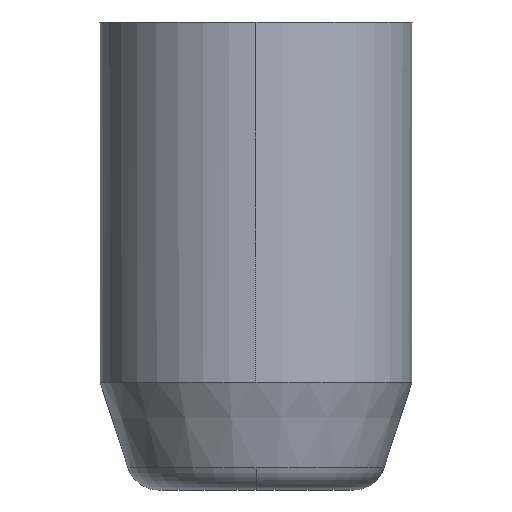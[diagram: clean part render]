
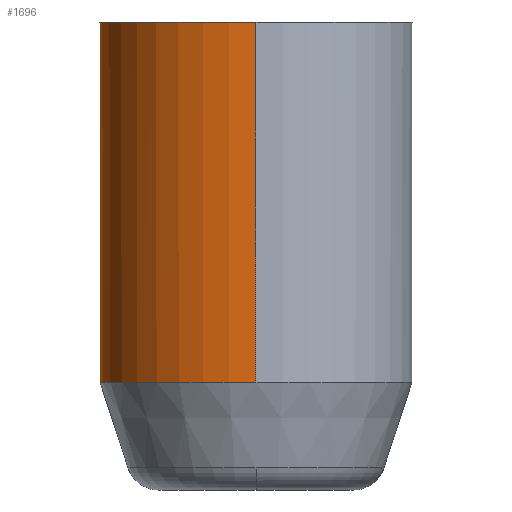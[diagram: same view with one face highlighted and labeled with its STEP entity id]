
A CAD part, left-side view. The second image highlights one B-rep face of the part: STEP entity #1696.
In plain terms, the highlighted cylindrical face has radius 9.906 mm (diameter 19.812 mm), a partial arc.
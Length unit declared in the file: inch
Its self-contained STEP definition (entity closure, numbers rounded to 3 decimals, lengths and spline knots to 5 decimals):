
#3 = CARTESIAN_POINT ( 'NONE',  ( 0.26913, 0.28232, -0.74197 ) ) ;
#29 = VERTEX_POINT ( 'NONE', #161 ) ;
#42 = CARTESIAN_POINT ( 'NONE',  ( -0.39, 0., -0.9 ) ) ;
#118 = CARTESIAN_POINT ( 'NONE',  ( 0., 0., 0. ) ) ;
#125 = CARTESIAN_POINT ( 'NONE',  ( 0.39, 0., -0.9 ) ) ;
#133 = CARTESIAN_POINT ( 'NONE',  ( 0.39, 0.0117, -0.53 ) ) ;
#139 = CARTESIAN_POINT ( 'NONE',  ( 0.29559, 0.25477, -0.68291 ) ) ;
#143 = CARTESIAN_POINT ( 'NONE',  ( 0.24306, 0.30499, -0.9 ) ) ;
#152 = DIRECTION ( 'NONE',  ( 0., 0., -1. ) ) ;
#161 = CARTESIAN_POINT ( 'NONE',  ( 0.24306, 0.30499, -0.9 ) ) ;
#269 = CARTESIAN_POINT ( 'NONE',  ( 0.33384, 0.20248, -0.61543 ) ) ;
#270 = EDGE_LOOP ( 'NONE', ( #279, #1285, #1089, #1405, #527 ) ) ;
#273 = CARTESIAN_POINT ( 'NONE',  ( 0.24262, 0.30535, -0.8529 ) ) ;
#279 = ORIENTED_EDGE ( 'NONE', *, *, #1615, .F. ) ;
#312 = CARTESIAN_POINT ( 'NONE',  ( 0., 0., -0.9 ) ) ;
#366 = CARTESIAN_POINT ( 'NONE',  ( -0.39, 0., -0.9 ) ) ;
#375 = CIRCLE ( 'NONE', #696, 0.39 ) ;
#394 = CARTESIAN_POINT ( 'NONE',  ( 0.35953, 0.15144, -0.57504 ) ) ;
#400 = AXIS2_PLACEMENT_3D ( 'NONE', #312, #873, #1423 ) ;
#401 = CARTESIAN_POINT ( 'NONE',  ( 0.24928, 0.29995, -0.80691 ) ) ;
#519 = DIRECTION ( 'NONE',  ( 0., 0., 1. ) ) ;
#527 = ORIENTED_EDGE ( 'NONE', *, *, #1451, .T. ) ;
#535 = CARTESIAN_POINT ( 'NONE',  ( 0.37979, 0.09148, -0.54479 ) ) ;
#541 = CARTESIAN_POINT ( 'NONE',  ( 0.2652, 0.28599, -0.75234 ) ) ;
#542 = VECTOR ( 'NONE', #674, 39.37008 ) ;
#584 = DIRECTION ( 'NONE',  ( 0., 0., 1. ) ) ;
#669 = EDGE_CURVE ( 'NONE', #1111, #714, #375, .T. ) ;
#674 = DIRECTION ( 'NONE',  ( 0., 0., 1. ) ) ;
#682 = CARTESIAN_POINT ( 'NONE',  ( 0.38947, 0.02334, -0.53075 ) ) ;
#688 = CARTESIAN_POINT ( 'NONE',  ( 0.28191, 0.26957, -0.71175 ) ) ;
#696 = AXIS2_PLACEMENT_3D ( 'NONE', #118, #519, #1078 ) ;
#703 = DIRECTION ( 'NONE',  ( -1., 0., 0. ) ) ;
#705 = EDGE_CURVE ( 'NONE', #1264, #1111, #1359, .T. ) ;
#714 = VERTEX_POINT ( 'NONE', #1221 ) ;
#817 = AXIS2_PLACEMENT_3D ( 'NONE', #1387, #152, #703 ) ;
#823 = CARTESIAN_POINT ( 'NONE',  ( 0.32425, 0.21731, -0.63125 ) ) ;
#829 = CARTESIAN_POINT ( 'NONE',  ( 0.24183, 0.30597, -0.87639 ) ) ;
#873 = DIRECTION ( 'NONE',  ( 0., 0., 1. ) ) ;
#919 = CARTESIAN_POINT ( 'NONE',  ( 0.39, 0., 0. ) ) ;
#956 = CARTESIAN_POINT ( 'NONE',  ( 0.35141, 0.16943, -0.58755 ) ) ;
#963 = CARTESIAN_POINT ( 'NONE',  ( 0.24701, 0.30181, -0.81831 ) ) ;
#1010 = FACE_OUTER_BOUND ( 'NONE', #270, .T. ) ;
#1078 = DIRECTION ( 'NONE',  ( 1., 0., 0. ) ) ;
#1089 = ORIENTED_EDGE ( 'NONE', *, *, #669, .F. ) ;
#1091 = CARTESIAN_POINT ( 'NONE',  ( 0.37405, 0.11237, -0.55319 ) ) ;
#1097 = CARTESIAN_POINT ( 'NONE',  ( 0.25805, 0.29246, -0.7736 ) ) ;
#1111 = VERTEX_POINT ( 'NONE', #919 ) ;
#1221 = CARTESIAN_POINT ( 'NONE',  ( -0.39, 0., 0. ) ) ;
#1231 = CARTESIAN_POINT ( 'NONE',  ( 0.38739, 0.04655, -0.53377 ) ) ;
#1236 = CARTESIAN_POINT ( 'NONE',  ( 0.27747, 0.27413, -0.7217 ) ) ;
#1264 = VERTEX_POINT ( 'NONE', #1624 ) ;
#1279 = LINE ( 'NONE', #42, #1765 ) ;
#1285 = ORIENTED_EDGE ( 'NONE', *, *, #1663, .T. ) ;
#1289 = VERTEX_POINT ( 'NONE', #366 ) ;
#1359 = LINE ( 'NONE', #125, #542 ) ;
#1369 = CARTESIAN_POINT ( 'NONE',  ( 0.39, 0., -0.53 ) ) ;
#1374 = CARTESIAN_POINT ( 'NONE',  ( 0.30516, 0.24339, -0.66495 ) ) ;
#1379 = CARTESIAN_POINT ( 'NONE',  ( 0.24211, 0.30575, -0.88824 ) ) ;
#1387 = CARTESIAN_POINT ( 'NONE',  ( 0., 0., -0.9 ) ) ;
#1405 = ORIENTED_EDGE ( 'NONE', *, *, #705, .F. ) ;
#1423 = DIRECTION ( 'NONE',  ( 1., 0., 0. ) ) ;
#1451 = EDGE_CURVE ( 'NONE', #1264, #29, #1756, .T. ) ;
#1521 = CARTESIAN_POINT ( 'NONE',  ( 0.34714, 0.17799, -0.59422 ) ) ;
#1526 = CARTESIAN_POINT ( 'NONE',  ( 0.24368, 0.30451, -0.84129 ) ) ;
#1567 = CYLINDRICAL_SURFACE ( 'NONE', #400, 0.39 ) ;
#1605 = CIRCLE ( 'NONE', #817, 0.39 ) ;
#1615 = EDGE_CURVE ( 'NONE', #1289, #29, #1605, .T. ) ;
#1624 = CARTESIAN_POINT ( 'NONE',  ( 0.39, 0., -0.53 ) ) ;
#1653 = CARTESIAN_POINT ( 'NONE',  ( 0.3634, 0.14196, -0.56918 ) ) ;
#1661 = CARTESIAN_POINT ( 'NONE',  ( 0.25482, 0.29526, -0.7845 ) ) ;
#1663 = EDGE_CURVE ( 'NONE', #1289, #714, #1279, .T. ) ;
#1696 = ADVANCED_FACE ( 'NONE', ( #1010 ), #1567, .T. ) ;
#1756 = B_SPLINE_CURVE_WITH_KNOTS ( 'NONE', 3,
 ( #1369, #133, #682, #1231, #1808, #535, #1091, #1653, #394, #956, #1521, #269, #823, #1374, #139, #688, #1236, #3, #541, #1097, #1661, #401, #963, #1526, #273, #829, #1379, #143 ),
 .UNSPECIFIED., .F., .F.,
 ( 4, 2, 2, 2, 2, 2, 2, 2, 2, 2, 2, 2, 2, 4 ),
 ( 0.01441, 0.01531, 0.01621, 0.01801, 0.01891, 0.01982, 0.02162, 0.02342, 0.02432, 0.02522, 0.02612, 0.02703, 0.02793, 0.02883 ),
 .UNSPECIFIED. ) ;
#1765 = VECTOR ( 'NONE', #584, 39.37008 ) ;
#1808 = CARTESIAN_POINT ( 'NONE',  ( 0.38581, 0.05812, -0.53604 ) ) ;
